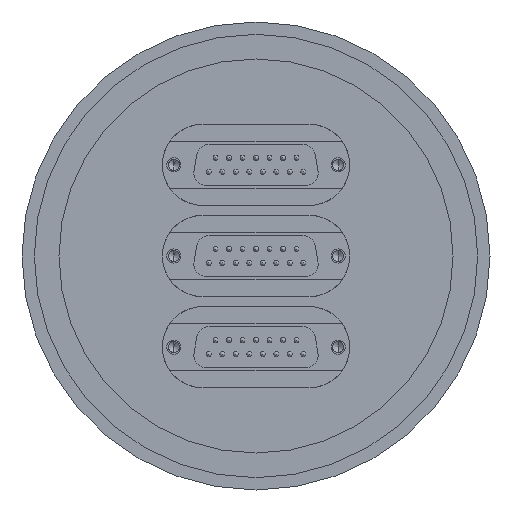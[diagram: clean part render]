
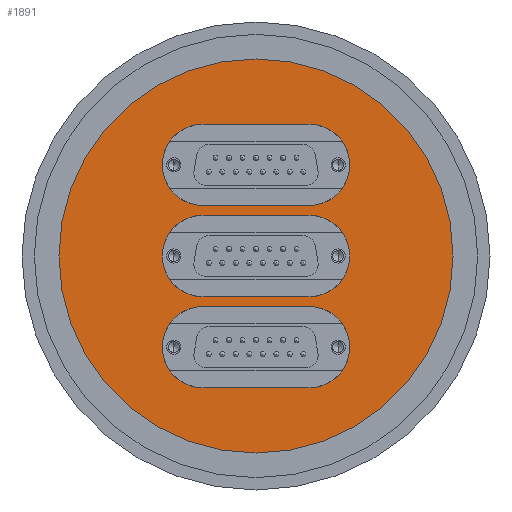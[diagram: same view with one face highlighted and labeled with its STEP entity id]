
A CAD part, front view. The second image highlights one B-rep face of the part: STEP entity #1891.
In plain terms, the highlighted planar face has unit normal (0, -1, 0).
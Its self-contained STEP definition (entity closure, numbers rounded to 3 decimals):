
#4 = VERTEX_POINT ( 'NONE', #655 ) ;
#5 = DIRECTION ( 'NONE',  ( -1., 0., 0. ) ) ;
#53 = AXIS2_PLACEMENT_3D ( 'NONE', #2499, #567, #2841 ) ;
#68 = DIRECTION ( 'NONE',  ( 0., 0., -1. ) ) ;
#83 = CARTESIAN_POINT ( 'NONE',  ( -10.75, -9.5, 26.75 ) ) ;
#111 = LINE ( 'NONE', #1468, #2619 ) ;
#112 = LINE ( 'NONE', #2450, #2504 ) ;
#156 = EDGE_CURVE ( 'NONE', #2773, #2384, #1039, .T. ) ;
#241 = CIRCLE ( 'NONE', #53, 8.25 ) ;
#248 = CARTESIAN_POINT ( 'NONE',  ( -10.75, -9.5, 10.25 ) ) ;
#250 = VERTEX_POINT ( 'NONE', #2479 ) ;
#271 = CARTESIAN_POINT ( 'NONE',  ( -10.75, -9.5, 10.25 ) ) ;
#341 = DIRECTION ( 'NONE',  ( 0., 1., 0. ) ) ;
#346 = ORIENTED_EDGE ( 'NONE', *, *, #2608, .T. ) ;
#359 = LINE ( 'NONE', #2751, #1120 ) ;
#360 = CARTESIAN_POINT ( 'NONE',  ( 10.75, -9.5, -10.25 ) ) ;
#420 = ORIENTED_EDGE ( 'NONE', *, *, #771, .T. ) ;
#450 = ORIENTED_EDGE ( 'NONE', *, *, #156, .T. ) ;
#482 = AXIS2_PLACEMENT_3D ( 'NONE', #549, #2824, #880 ) ;
#549 = CARTESIAN_POINT ( 'NONE',  ( 0., -9.5, 0. ) ) ;
#567 = DIRECTION ( 'NONE',  ( 0., 1., 0. ) ) ;
#628 = CARTESIAN_POINT ( 'NONE',  ( 10.75, -9.5, -26.75 ) ) ;
#643 = VERTEX_POINT ( 'NONE', #1910 ) ;
#655 = CARTESIAN_POINT ( 'NONE',  ( -10.75, -9.5, 8.25 ) ) ;
#683 = EDGE_LOOP ( 'NONE', ( #2207, #2852 ) ) ;
#707 = EDGE_CURVE ( 'NONE', #1822, #3945, #811, .T. ) ;
#711 = PLANE ( 'NONE',  #3255 ) ;
#739 = VERTEX_POINT ( 'NONE', #1593 ) ;
#752 = VECTOR ( 'NONE', #826, 1000. ) ;
#754 = FACE_BOUND ( 'NONE', #3447, .T. ) ;
#771 = EDGE_CURVE ( 'NONE', #2080, #2831, #2431, .T. ) ;
#787 = AXIS2_PLACEMENT_3D ( 'NONE', #2282, #341, #2610 ) ;
#802 = EDGE_LOOP ( 'NONE', ( #3889, #3544, #3192, #1465 ) ) ;
#811 = CIRCLE ( 'NONE', #3220, 8.25 ) ;
#826 = DIRECTION ( 'NONE',  ( 1., 0., 0. ) ) ;
#853 = EDGE_CURVE ( 'NONE', #739, #1503, #2024, .T. ) ;
#880 = DIRECTION ( 'NONE',  ( 0., 0., -1. ) ) ;
#916 = EDGE_CURVE ( 'NONE', #2384, #2080, #3265, .T. ) ;
#946 = EDGE_CURVE ( 'NONE', #643, #4, #3993, .T. ) ;
#1033 = EDGE_CURVE ( 'NONE', #4, #2684, #359, .T. ) ;
#1039 = LINE ( 'NONE', #83, #2079 ) ;
#1120 = VECTOR ( 'NONE', #1460, 1000. ) ;
#1308 = ORIENTED_EDGE ( 'NONE', *, *, #707, .T. ) ;
#1319 = DIRECTION ( 'NONE',  ( 0., 0., 1. ) ) ;
#1368 = CARTESIAN_POINT ( 'NONE',  ( 0., -9.5, -40. ) ) ;
#1390 = AXIS2_PLACEMENT_3D ( 'NONE', #1860, #2009, #68 ) ;
#1407 = DIRECTION ( 'NONE',  ( 0., 1., 0. ) ) ;
#1422 = DIRECTION ( 'NONE',  ( 0., 1., 0. ) ) ;
#1431 = EDGE_CURVE ( 'NONE', #4178, #1822, #2372, .T. ) ;
#1460 = DIRECTION ( 'NONE',  ( 1., 0., 0. ) ) ;
#1465 = ORIENTED_EDGE ( 'NONE', *, *, #2703, .T. ) ;
#1468 = CARTESIAN_POINT ( 'NONE',  ( -10.75, -9.5, -8.25 ) ) ;
#1474 = VECTOR ( 'NONE', #5, 1000. ) ;
#1503 = VERTEX_POINT ( 'NONE', #3778 ) ;
#1510 = ORIENTED_EDGE ( 'NONE', *, *, #916, .T. ) ;
#1534 = EDGE_CURVE ( 'NONE', #2684, #250, #241, .T. ) ;
#1537 = CARTESIAN_POINT ( 'NONE',  ( -10.75, -9.5, -18.5 ) ) ;
#1549 = CARTESIAN_POINT ( 'NONE',  ( 10.75, -9.5, -18.5 ) ) ;
#1579 = EDGE_CURVE ( 'NONE', #1503, #739, #2730, .T. ) ;
#1593 = CARTESIAN_POINT ( 'NONE',  ( 0., -9.5, 40. ) ) ;
#1621 = FACE_BOUND ( 'NONE', #3214, .T. ) ;
#1673 = DIRECTION ( 'NONE',  ( 0., 0., -1. ) ) ;
#1818 = CARTESIAN_POINT ( 'NONE',  ( -10.75, -9.5, 26.75 ) ) ;
#1822 = VERTEX_POINT ( 'NONE', #360 ) ;
#1829 = CARTESIAN_POINT ( 'NONE',  ( 10.75, -9.5, 10.25 ) ) ;
#1837 = ORIENTED_EDGE ( 'NONE', *, *, #3740, .T. ) ;
#1860 = CARTESIAN_POINT ( 'NONE',  ( 0., -9.5, 0. ) ) ;
#1891 = ADVANCED_FACE ( 'NONE', ( #754, #3653, #1621, #4097 ), #711, .T. ) ;
#1910 = CARTESIAN_POINT ( 'NONE',  ( -10.75, -9.5, -8.25 ) ) ;
#2009 = DIRECTION ( 'NONE',  ( 0., -1., 0. ) ) ;
#2022 = DIRECTION ( 'NONE',  ( 1., 0., 0. ) ) ;
#2024 = CIRCLE ( 'NONE', #1390, 40. ) ;
#2042 = CIRCLE ( 'NONE', #787, 8.25 ) ;
#2079 = VECTOR ( 'NONE', #2022, 1000. ) ;
#2080 = VERTEX_POINT ( 'NONE', #1829 ) ;
#2093 = DIRECTION ( 'NONE',  ( -1., 0., 0. ) ) ;
#2193 = DIRECTION ( 'NONE',  ( 0., 0., 1. ) ) ;
#2207 = ORIENTED_EDGE ( 'NONE', *, *, #1579, .T. ) ;
#2282 = CARTESIAN_POINT ( 'NONE',  ( -10.75, -9.5, 18.5 ) ) ;
#2356 = CARTESIAN_POINT ( 'NONE',  ( -10.75, -9.5, -10.25 ) ) ;
#2372 = LINE ( 'NONE', #2777, #752 ) ;
#2384 = VERTEX_POINT ( 'NONE', #3342 ) ;
#2426 = CARTESIAN_POINT ( 'NONE',  ( 10.75, -9.5, 8.25 ) ) ;
#2431 = LINE ( 'NONE', #271, #1474 ) ;
#2450 = CARTESIAN_POINT ( 'NONE',  ( -10.75, -9.5, -26.75 ) ) ;
#2479 = CARTESIAN_POINT ( 'NONE',  ( 10.75, -9.5, -8.25 ) ) ;
#2499 = CARTESIAN_POINT ( 'NONE',  ( 10.75, -9.5, 0. ) ) ;
#2504 = VECTOR ( 'NONE', #4069, 1000. ) ;
#2608 = EDGE_CURVE ( 'NONE', #4042, #4178, #2817, .T. ) ;
#2610 = DIRECTION ( 'NONE',  ( 0., 0., 1. ) ) ;
#2619 = VECTOR ( 'NONE', #2093, 1000. ) ;
#2684 = VERTEX_POINT ( 'NONE', #2426 ) ;
#2703 = EDGE_CURVE ( 'NONE', #250, #643, #111, .T. ) ;
#2730 = CIRCLE ( 'NONE', #482, 40. ) ;
#2751 = CARTESIAN_POINT ( 'NONE',  ( -10.75, -9.5, 8.25 ) ) ;
#2773 = VERTEX_POINT ( 'NONE', #1818 ) ;
#2777 = CARTESIAN_POINT ( 'NONE',  ( -10.75, -9.5, -10.25 ) ) ;
#2817 = CIRCLE ( 'NONE', #4014, 8.25 ) ;
#2824 = DIRECTION ( 'NONE',  ( 0., -1., 0. ) ) ;
#2831 = VERTEX_POINT ( 'NONE', #248 ) ;
#2841 = DIRECTION ( 'NONE',  ( 0., 0., 1. ) ) ;
#2852 = ORIENTED_EDGE ( 'NONE', *, *, #853, .T. ) ;
#2923 = AXIS2_PLACEMENT_3D ( 'NONE', #3353, #1407, #3672 ) ;
#3192 = ORIENTED_EDGE ( 'NONE', *, *, #1534, .T. ) ;
#3214 = EDGE_LOOP ( 'NONE', ( #3737, #450, #1510, #420 ) ) ;
#3220 = AXIS2_PLACEMENT_3D ( 'NONE', #1549, #3540, #2193 ) ;
#3255 = AXIS2_PLACEMENT_3D ( 'NONE', #1368, #3628, #1673 ) ;
#3265 = CIRCLE ( 'NONE', #2923, 8.25 ) ;
#3285 = CARTESIAN_POINT ( 'NONE',  ( -10.75, -9.5, -26.75 ) ) ;
#3342 = CARTESIAN_POINT ( 'NONE',  ( 10.75, -9.5, 26.75 ) ) ;
#3353 = CARTESIAN_POINT ( 'NONE',  ( 10.75, -9.5, 18.5 ) ) ;
#3364 = CARTESIAN_POINT ( 'NONE',  ( -10.75, -9.5, 0. ) ) ;
#3447 = EDGE_LOOP ( 'NONE', ( #346, #4101, #1308, #1837 ) ) ;
#3540 = DIRECTION ( 'NONE',  ( 0., 1., 0. ) ) ;
#3544 = ORIENTED_EDGE ( 'NONE', *, *, #1033, .T. ) ;
#3570 = AXIS2_PLACEMENT_3D ( 'NONE', #3364, #1422, #3688 ) ;
#3628 = DIRECTION ( 'NONE',  ( 0., -1., 0. ) ) ;
#3653 = FACE_BOUND ( 'NONE', #802, .T. ) ;
#3655 = EDGE_CURVE ( 'NONE', #2831, #2773, #2042, .T. ) ;
#3672 = DIRECTION ( 'NONE',  ( 0., 0., 1. ) ) ;
#3688 = DIRECTION ( 'NONE',  ( 0., 0., 1. ) ) ;
#3737 = ORIENTED_EDGE ( 'NONE', *, *, #3655, .T. ) ;
#3740 = EDGE_CURVE ( 'NONE', #3945, #4042, #112, .T. ) ;
#3778 = CARTESIAN_POINT ( 'NONE',  ( 0., -9.5, -40. ) ) ;
#3808 = DIRECTION ( 'NONE',  ( 0., 1., 0. ) ) ;
#3889 = ORIENTED_EDGE ( 'NONE', *, *, #946, .T. ) ;
#3945 = VERTEX_POINT ( 'NONE', #628 ) ;
#3993 = CIRCLE ( 'NONE', #3570, 8.25 ) ;
#4014 = AXIS2_PLACEMENT_3D ( 'NONE', #1537, #3808, #1319 ) ;
#4042 = VERTEX_POINT ( 'NONE', #3285 ) ;
#4069 = DIRECTION ( 'NONE',  ( -1., 0., 0. ) ) ;
#4097 = FACE_OUTER_BOUND ( 'NONE', #683, .T. ) ;
#4101 = ORIENTED_EDGE ( 'NONE', *, *, #1431, .T. ) ;
#4178 = VERTEX_POINT ( 'NONE', #2356 ) ;
